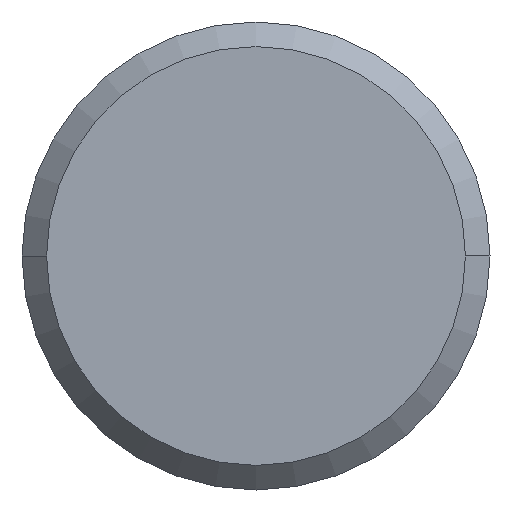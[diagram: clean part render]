
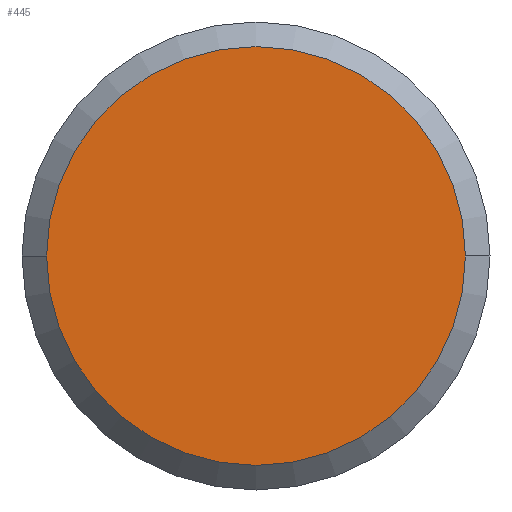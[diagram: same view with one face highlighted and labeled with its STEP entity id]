
A CAD part, left-side view. The second image highlights one B-rep face of the part: STEP entity #445.
In plain terms, the highlighted planar face has unit normal (-1, 0, 0).
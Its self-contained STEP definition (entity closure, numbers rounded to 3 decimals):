
#23 = CARTESIAN_POINT ( 'NONE',  ( -57.15, 0., 0. ) ) ;
#72 = CARTESIAN_POINT ( 'NONE',  ( -57.15, 0., 0. ) ) ;
#91 = EDGE_LOOP ( 'NONE', ( #451, #190 ) ) ;
#108 = DIRECTION ( 'NONE',  ( 0., 1., 0. ) ) ;
#120 = VERTEX_POINT ( 'NONE', #216 ) ;
#142 = CARTESIAN_POINT ( 'NONE',  ( -57.15, -4.263, 0. ) ) ;
#159 = EDGE_CURVE ( 'NONE', #218, #120, #246, .T. ) ;
#161 = DIRECTION ( 'NONE',  ( 1., 0., 0. ) ) ;
#190 = ORIENTED_EDGE ( 'NONE', *, *, #159, .F. ) ;
#202 = DIRECTION ( 'NONE',  ( -1., 0., 0. ) ) ;
#205 = AXIS2_PLACEMENT_3D ( 'NONE', #392, #161, #428 ) ;
#216 = CARTESIAN_POINT ( 'NONE',  ( -57.15, 4.262, 0. ) ) ;
#218 = VERTEX_POINT ( 'NONE', #142 ) ;
#246 = CIRCLE ( 'NONE', #306, 4.263 ) ;
#252 = FACE_OUTER_BOUND ( 'NONE', #91, .T. ) ;
#285 = AXIS2_PLACEMENT_3D ( 'NONE', #23, #202, #468 ) ;
#306 = AXIS2_PLACEMENT_3D ( 'NONE', #72, #333, #108 ) ;
#333 = DIRECTION ( 'NONE',  ( 1., 0., 0. ) ) ;
#392 = CARTESIAN_POINT ( 'NONE',  ( -57.15, 0., 0. ) ) ;
#427 = PLANE ( 'NONE',  #285 ) ;
#428 = DIRECTION ( 'NONE',  ( 0., 1., 0. ) ) ;
#431 = CIRCLE ( 'NONE', #205, 4.263 ) ;
#440 = EDGE_CURVE ( 'NONE', #120, #218, #431, .T. ) ;
#445 = ADVANCED_FACE ( 'NONE', ( #252 ), #427, .T. ) ;
#451 = ORIENTED_EDGE ( 'NONE', *, *, #440, .F. ) ;
#468 = DIRECTION ( 'NONE',  ( 0., -1., 0. ) ) ;
